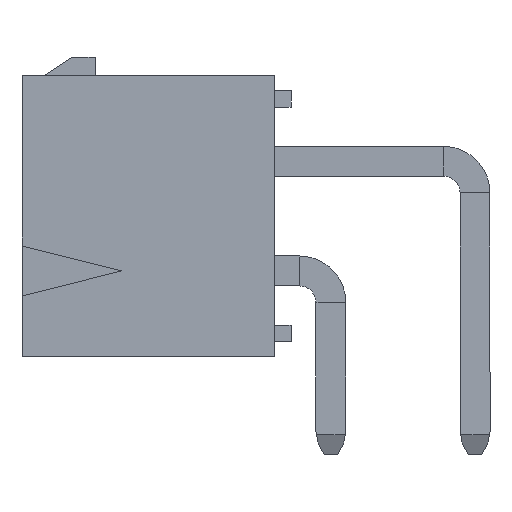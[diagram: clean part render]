
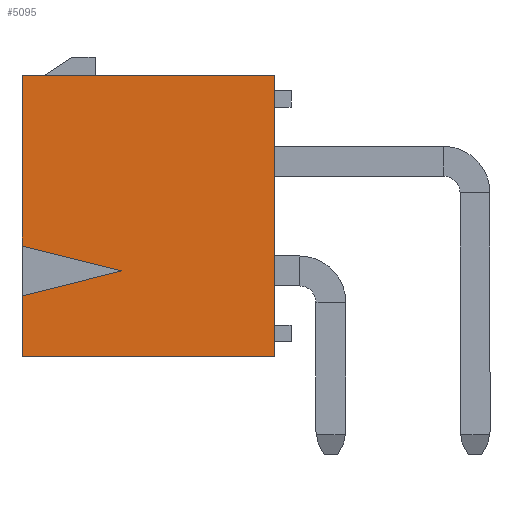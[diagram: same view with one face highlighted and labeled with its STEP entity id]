
A CAD part, left-side view. The second image highlights one B-rep face of the part: STEP entity #5095.
In plain terms, the highlighted planar face has unit normal (-1, 0, 0).
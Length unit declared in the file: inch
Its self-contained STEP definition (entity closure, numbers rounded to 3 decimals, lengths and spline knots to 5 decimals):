
#162 = VERTEX_POINT ( 'NONE', #2587 ) ;
#181 = ORIENTED_EDGE ( 'NONE', *, *, #1419, .F. ) ;
#435 = EDGE_CURVE ( 'NONE', #4676, #162, #3168, .T. ) ;
#672 = VERTEX_POINT ( 'NONE', #3603 ) ;
#740 = ORIENTED_EDGE ( 'NONE', *, *, #8418, .F. ) ;
#750 = VERTEX_POINT ( 'NONE', #3800 ) ;
#899 = EDGE_CURVE ( 'NONE', #2778, #750, #4206, .T. ) ;
#1094 = ORIENTED_EDGE ( 'NONE', *, *, #4312, .F. ) ;
#1200 = ORIENTED_EDGE ( 'NONE', *, *, #899, .F. ) ;
#1419 = EDGE_CURVE ( 'NONE', #672, #2256, #5245, .T. ) ;
#2256 = VERTEX_POINT ( 'NONE', #7439 ) ;
#2298 = VERTEX_POINT ( 'NONE', #7640 ) ;
#2587 = CARTESIAN_POINT ( 'NONE',  ( -0.27375, -0.19, 0.212 ) ) ;
#2681 = EDGE_CURVE ( 'NONE', #162, #2298, #8012, .T. ) ;
#2778 = VERTEX_POINT ( 'NONE', #8047 ) ;
#3168 = LINE ( 'NONE', #3169, #3170 ) ;
#3169 = CARTESIAN_POINT ( 'NONE',  ( -0.27375, -0.19, -0.189 ) ) ;
#3170 = VECTOR ( 'NONE', #3171, 39.37008 ) ;
#3171 = DIRECTION ( 'NONE',  ( 0., 0., 1. ) ) ;
#3603 = CARTESIAN_POINT ( 'NONE',  ( -0.27375, 0.04, -0.0825 ) ) ;
#3725 = ORIENTED_EDGE ( 'NONE', *, *, #435, .T. ) ;
#3800 = CARTESIAN_POINT ( 'NONE',  ( -0.27375, 0.19, -0.12 ) ) ;
#4017 = ORIENTED_EDGE ( 'NONE', *, *, #2681, .T. ) ;
#4206 = LINE ( 'NONE', #4207, #4208 ) ;
#4207 = CARTESIAN_POINT ( 'NONE',  ( -0.27375, 0.19, -0.189 ) ) ;
#4208 = VECTOR ( 'NONE', #4209, 39.37008 ) ;
#4209 = DIRECTION ( 'NONE',  ( 0., 0., 1. ) ) ;
#4312 = EDGE_CURVE ( 'NONE', #4676, #2778, #8861, .T. ) ;
#4676 = VERTEX_POINT ( 'NONE', #8991 ) ;
#4895 = EDGE_LOOP ( 'NONE', ( #181, #740, #1200, #1094, #3725, #4017, #8148 ) ) ;
#5095 = ADVANCED_FACE ( 'NONE', ( #9178 ), #9179, .F. ) ;
#5245 = LINE ( 'NONE', #5246, #5247 ) ;
#5246 = CARTESIAN_POINT ( 'NONE',  ( -0.27375, 0.19, -0.045 ) ) ;
#5247 = VECTOR ( 'NONE', #5248, 39.37008 ) ;
#5248 = DIRECTION ( 'NONE',  ( 0., 0.97, 0.243 ) ) ;
#7430 = LINE ( 'NONE', #7431, #7432 ) ;
#7431 = CARTESIAN_POINT ( 'NONE',  ( -0.27375, 0.19, -0.189 ) ) ;
#7432 = VECTOR ( 'NONE', #7433, 39.37008 ) ;
#7433 = DIRECTION ( 'NONE',  ( 0., 0., 1. ) ) ;
#7439 = CARTESIAN_POINT ( 'NONE',  ( -0.27375, 0.19, -0.045 ) ) ;
#7640 = CARTESIAN_POINT ( 'NONE',  ( -0.27375, 0.19, 0.212 ) ) ;
#8012 = LINE ( 'NONE', #8013, #8014 ) ;
#8013 = CARTESIAN_POINT ( 'NONE',  ( -0.27375, -0.19, 0.212 ) ) ;
#8014 = VECTOR ( 'NONE', #8015, 39.37008 ) ;
#8015 = DIRECTION ( 'NONE',  ( 0., 1., 0. ) ) ;
#8047 = CARTESIAN_POINT ( 'NONE',  ( -0.27375, 0.19, -0.212 ) ) ;
#8148 = ORIENTED_EDGE ( 'NONE', *, *, #12537, .F. ) ;
#8418 = EDGE_CURVE ( 'NONE', #750, #672, #10689, .T. ) ;
#8861 = LINE ( 'NONE', #8862, #8863 ) ;
#8862 = CARTESIAN_POINT ( 'NONE',  ( -0.27375, -0.19, -0.212 ) ) ;
#8863 = VECTOR ( 'NONE', #8864, 39.37008 ) ;
#8864 = DIRECTION ( 'NONE',  ( 0., 1., 0. ) ) ;
#8991 = CARTESIAN_POINT ( 'NONE',  ( -0.27375, -0.19, -0.212 ) ) ;
#9178 = FACE_OUTER_BOUND ( 'NONE', #4895, .T. ) ;
#9179 = PLANE ( 'NONE',  #9180 ) ;
#9180 = AXIS2_PLACEMENT_3D ( 'NONE', #9181, #9182, #9183 ) ;
#9181 = CARTESIAN_POINT ( 'NONE',  ( -0.27375, 0.19, -0.189 ) ) ;
#9182 = DIRECTION ( 'NONE',  ( 1., 0., 0. ) ) ;
#9183 = DIRECTION ( 'NONE',  ( 0., 0., -1. ) ) ;
#10689 = LINE ( 'NONE', #10690, #10691 ) ;
#10690 = CARTESIAN_POINT ( 'NONE',  ( -0.27375, 0.04, -0.0825 ) ) ;
#10691 = VECTOR ( 'NONE', #10694, 39.37008 ) ;
#10694 = DIRECTION ( 'NONE',  ( 0., -0.97, 0.243 ) ) ;
#12537 = EDGE_CURVE ( 'NONE', #2256, #2298, #7430, .T. ) ;
